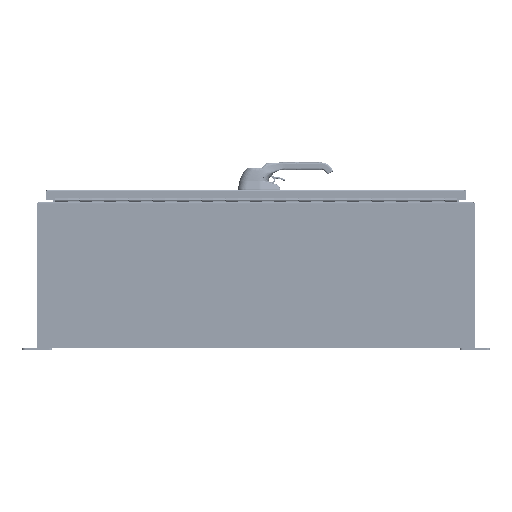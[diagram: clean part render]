
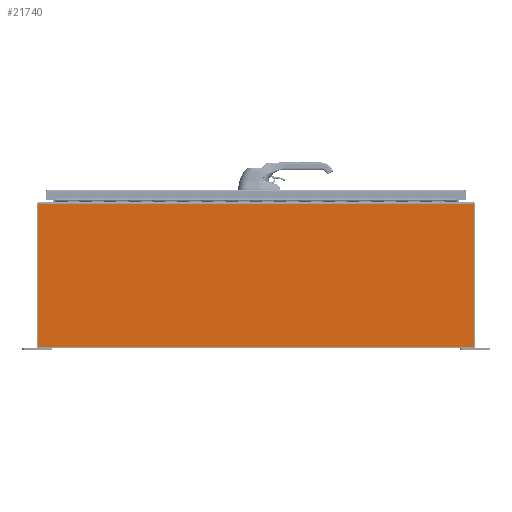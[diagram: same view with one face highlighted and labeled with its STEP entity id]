
A CAD part, left-side view. The second image highlights one B-rep face of the part: STEP entity #21740.
In plain terms, the highlighted face is planar.
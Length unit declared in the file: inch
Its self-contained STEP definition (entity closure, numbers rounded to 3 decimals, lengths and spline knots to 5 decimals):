
#15103 = VERTEX_POINT ( 'NONE', #78145 ) ;
#16808 = DIRECTION ( 'NONE',  ( 1., 0., 0. ) ) ;
#21740 = ADVANCED_FACE ( 'NONE', ( #145613 ), #158085, .T. ) ;
#36179 = DIRECTION ( 'NONE',  ( 0., 1., 0. ) ) ;
#37660 = VECTOR ( 'NONE', #36179, 39.37008 ) ;
#37916 = CARTESIAN_POINT ( 'NONE',  ( 5.926, -17.926, 0.074 ) ) ;
#39131 = ORIENTED_EDGE ( 'NONE', *, *, #116841, .F. ) ;
#42011 = CARTESIAN_POINT ( 'NONE',  ( -5.926, 17.926, 0.074 ) ) ;
#46361 = VERTEX_POINT ( 'NONE', #50002 ) ;
#48824 = CARTESIAN_POINT ( 'NONE',  ( 5.89475, -8.963, 0.074 ) ) ;
#50002 = CARTESIAN_POINT ( 'NONE',  ( 5.89475, 17.926, 0.074 ) ) ;
#52360 = EDGE_CURVE ( 'NONE', #151757, #46361, #139002, .T. ) ;
#57150 = DIRECTION ( 'NONE',  ( 0., 0., 1. ) ) ;
#58274 = VERTEX_POINT ( 'NONE', #108183 ) ;
#65741 = ORIENTED_EDGE ( 'NONE', *, *, #92268, .T. ) ;
#67096 = DIRECTION ( 'NONE',  ( 0., 1., 0. ) ) ;
#68220 = LINE ( 'NONE', #104827, #161457 ) ;
#76706 = EDGE_CURVE ( 'NONE', #15103, #151757, #68220, .T. ) ;
#78145 = CARTESIAN_POINT ( 'NONE',  ( -5.926, -17.926, 0.074 ) ) ;
#81268 = AXIS2_PLACEMENT_3D ( 'NONE', #133092, #57150, #145868 ) ;
#92268 = EDGE_CURVE ( 'NONE', #58274, #46361, #134850, .T. ) ;
#92725 = CARTESIAN_POINT ( 'NONE',  ( -5.926, 17.926, 0.074 ) ) ;
#99533 = ORIENTED_EDGE ( 'NONE', *, *, #76706, .F. ) ;
#104827 = CARTESIAN_POINT ( 'NONE',  ( -5.926, -17.926, 0.074 ) ) ;
#108183 = CARTESIAN_POINT ( 'NONE',  ( 5.89475, -17.926, 0.074 ) ) ;
#114950 = VECTOR ( 'NONE', #164264, 39.37008 ) ;
#116524 = ORIENTED_EDGE ( 'NONE', *, *, #52360, .F. ) ;
#116841 = EDGE_CURVE ( 'NONE', #58274, #15103, #156641, .T. ) ;
#133092 = CARTESIAN_POINT ( 'NONE',  ( 0., 0., 0.074 ) ) ;
#134850 = LINE ( 'NONE', #48824, #37660 ) ;
#139002 = LINE ( 'NONE', #92725, #154926 ) ;
#145613 = FACE_OUTER_BOUND ( 'NONE', #163613, .T. ) ;
#145868 = DIRECTION ( 'NONE',  ( 1., 0., 0. ) ) ;
#151757 = VERTEX_POINT ( 'NONE', #42011 ) ;
#154926 = VECTOR ( 'NONE', #16808, 39.37008 ) ;
#156641 = LINE ( 'NONE', #37916, #114950 ) ;
#158085 = PLANE ( 'NONE',  #81268 ) ;
#161457 = VECTOR ( 'NONE', #67096, 39.37008 ) ;
#163613 = EDGE_LOOP ( 'NONE', ( #65741, #116524, #99533, #39131 ) ) ;
#164264 = DIRECTION ( 'NONE',  ( -1., 0., 0. ) ) ;
